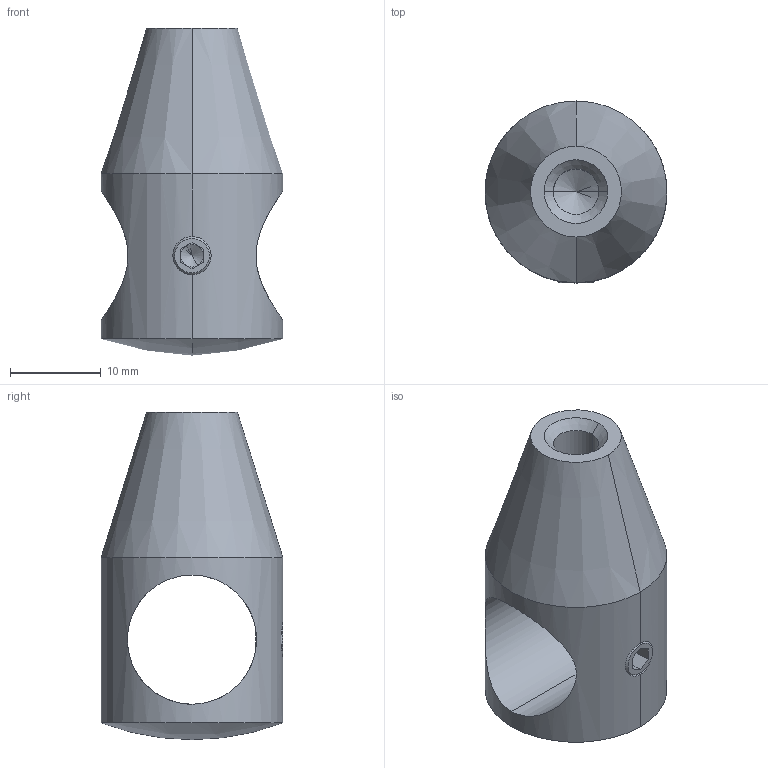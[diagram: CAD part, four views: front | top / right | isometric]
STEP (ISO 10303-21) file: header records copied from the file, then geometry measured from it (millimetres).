
FILE_DESCRIPTION (( 'STEP AP203' ), '1' );
FILE_NAME ('50438-240.step', '2020-10-07T09:12:41', ( '' ), ( '' ), 'SwSTEP 2.0', 'SolidWorks 2018', '' );
FILE_SCHEMA (( 'CONFIG_CONTROL_DESIGN' ));
Length unit declared in the file: millimetre
Products named in the file (6): 50438-240; 5043X-240 Teil1_50438-240 Teil1; DIN913_DIN 913 M5x3; DIN913; 5043X-240 Teil1
Assembly tree (3 placements, depth 2):
  50438-240
    5043X-240 Teil1_50438-240 Teil1
    DIN913_DIN 913 M5x3
  50438-240
    DIN913
  5043X-240 Teil1
Bounding box: 20 x 20 x 36 mm (x, y, z)
Volume: 5641.1 mm3; surface area: 3111 mm2
Topology: 2 solids, 2 shells, 281 faces, 758 edges, 489 vertices
Faces by surface type: plane 114, bspline 111, cylinder 42, cone 12, sphere 2
Entity records: 15090 total; most frequent: CARTESIAN_POINT 8265, ORIENTED_EDGE 1506, DIRECTION 967, EDGE_CURVE 753, VERTEX_POINT 487, VECTOR 369, LINE 369, AXIS2_PLACEMENT_3D 299
